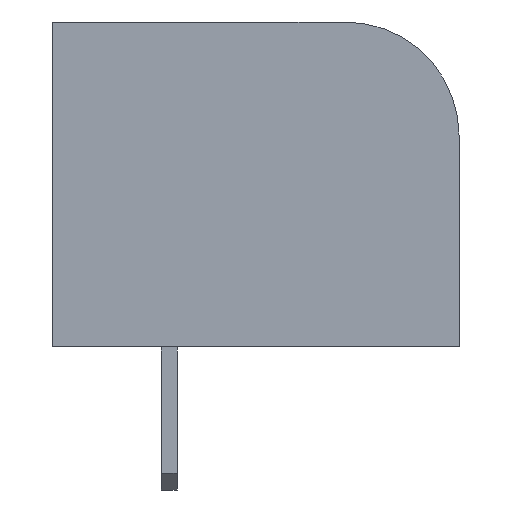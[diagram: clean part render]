
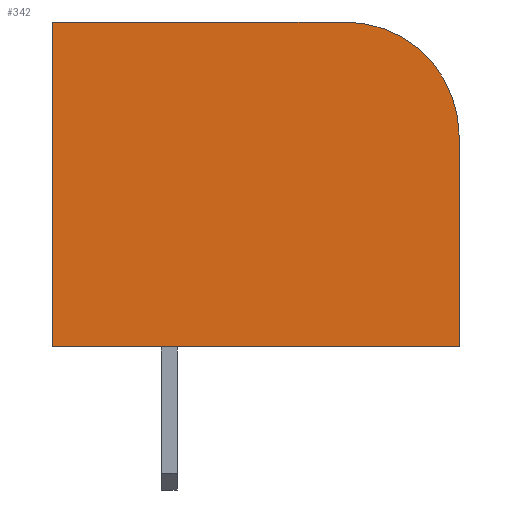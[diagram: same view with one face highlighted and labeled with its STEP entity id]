
A CAD part, left-side view. The second image highlights one B-rep face of the part: STEP entity #342.
In plain terms, the highlighted planar face has unit normal (-1, 0, 0).
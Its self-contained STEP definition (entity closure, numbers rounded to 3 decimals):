
#13=DIRECTION('',(0.,0.,1.));
#21=EDGE_CURVE('',#22,#24,#26,.T.);
#22=VERTEX_POINT('',#23);
#23=CARTESIAN_POINT('',(-5.5,-12.7,0.));
#24=VERTEX_POINT('',#25);
#25=CARTESIAN_POINT('',(-5.5,-12.7,9.2));
#26=LINE('',#23,#27);
#27=VECTOR('',#13,1.);
#34=DIRECTION('',(1.,0.,0.));
#342=ADVANCED_FACE('',(#343),#369,.F.);
#343=FACE_BOUND('',#344,.F.);
#344=EDGE_LOOP('',(#345,#346,#353,#358,#363));
#345=ORIENTED_EDGE('',*,*,#21,.F.);
#346=ORIENTED_EDGE('',*,*,#347,.F.);
#347=EDGE_CURVE('',#348,#22,#350,.T.);
#348=VERTEX_POINT('',#349);
#349=CARTESIAN_POINT('',(-5.5,5.1,0.));
#350=LINE('',#349,#351);
#351=VECTOR('',#352,1.);
#352=DIRECTION('',(0.,-1.,0.));
#353=ORIENTED_EDGE('',*,*,#354,.T.);
#354=EDGE_CURVE('',#348,#355,#357,.T.);
#355=VERTEX_POINT('',#356);
#356=CARTESIAN_POINT('',(-5.5,5.1,14.2));
#357=LINE('',#349,#27);
#358=ORIENTED_EDGE('',*,*,#359,.T.);
#359=EDGE_CURVE('',#355,#360,#362,.T.);
#360=VERTEX_POINT('',#361);
#361=CARTESIAN_POINT('',(-5.5,-7.7,14.2));
#362=LINE('',#356,#351);
#363=ORIENTED_EDGE('',*,*,#364,.F.);
#364=EDGE_CURVE('',#24,#360,#365,.T.);
#365=CIRCLE('',#366,5.);
#366=AXIS2_PLACEMENT_3D('',#367,#368,#13);
#367=CARTESIAN_POINT('',(-5.5,-7.7,9.2));
#368=DIRECTION('',(-1.,0.,0.));
#369=PLANE('',#370);
#370=AXIS2_PLACEMENT_3D('',#349,#34,#352);
